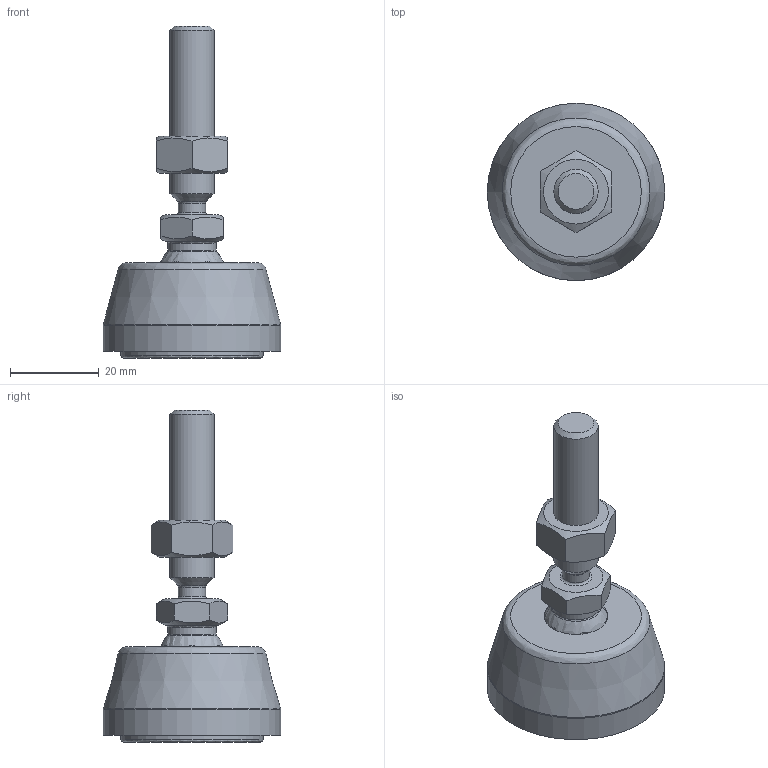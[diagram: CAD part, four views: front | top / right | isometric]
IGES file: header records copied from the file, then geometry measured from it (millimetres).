
Global section: file name: 404010.stp.ipt; native system: Autodesk Inventor 2014; preprocessor: unknown; author: zeman; date: 20151020.095939; units: millimetre
Bounding box: 40 x 40 x 74.81 mm (x, y, z)
Volume: 25899.9 mm3; surface area: 13055 mm2
Topology: 4 solids, 4 shells, 105 faces, 265 edges, 178 vertices
Faces by surface type: plane 62, revolution 20, sphere 9, cone 7, cylinder 6, bspline 1
Full cylindrical faces by diameter (mm): 6.119 x1, 10 x1, 11 x1, 14 x1, 32 x1, 40 x1
